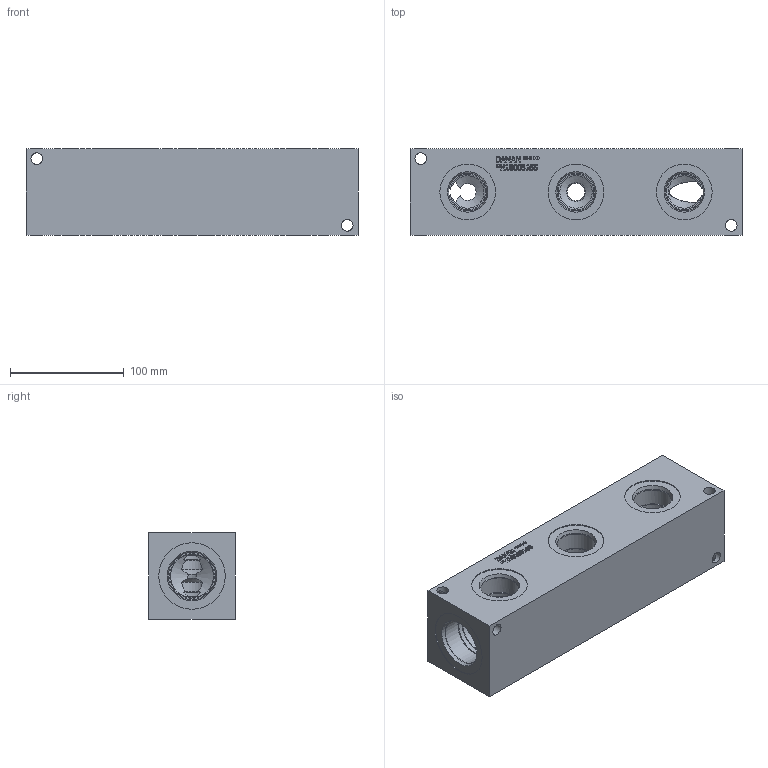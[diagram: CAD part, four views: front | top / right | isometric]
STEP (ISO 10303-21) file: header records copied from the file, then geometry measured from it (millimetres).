
FILE_DESCRIPTION(/* description */ (''),/* implementation_level */ '2;1');
FILE_NAME(/* name */ '_H1800316S.stp',/* time_stamp */ '2022-06-03T11:33:46-04:00',/* author */ ('bobbyh'),/* organization */ (''),/* preprocessor_version */ 'ST-DEVELOPER v18',/* originating_system */ 'Autodesk Inventor 2020',/* authorisation */ '');
FILE_SCHEMA (('AUTOMOTIVE_DESIGN { 1 0 10303 214 3 1 1 }'));
Length unit declared in the file: millimetre
Products named in the file (1): Part_+H1800316S_3D
Bounding box: 292.1 x 76.2 x 76.2 mm (x, y, z)
Volume: 1400089 mm3; surface area: 134421 mm2
Topology: 1 solids, 1 shells, 444 faces, 1222 edges, 812 vertices
Faces by surface type: plane 238, bspline 107, cylinder 53, cone 46
Full cylindrical faces by diameter (mm): 10.312 x8, 28.575 x2, 31.267 x2, 33.34 x1, 33.35 x5, 33.757 x6, 35.509 x5, 38.1 x2, 39.218 x2, 41.275 x1, 41.28 x1, 41.758 x1, 43.51 x1, 49.124 x6, 58.572 x2
Entity records: 15266 total; most frequent: CARTESIAN_POINT 4242, ORIENTED_EDGE 2442, DIRECTION 1802, EDGE_CURVE 1221, VERTEX_POINT 812, LINE 768, VECTOR 768, AXIS2_PLACEMENT_3D 517
